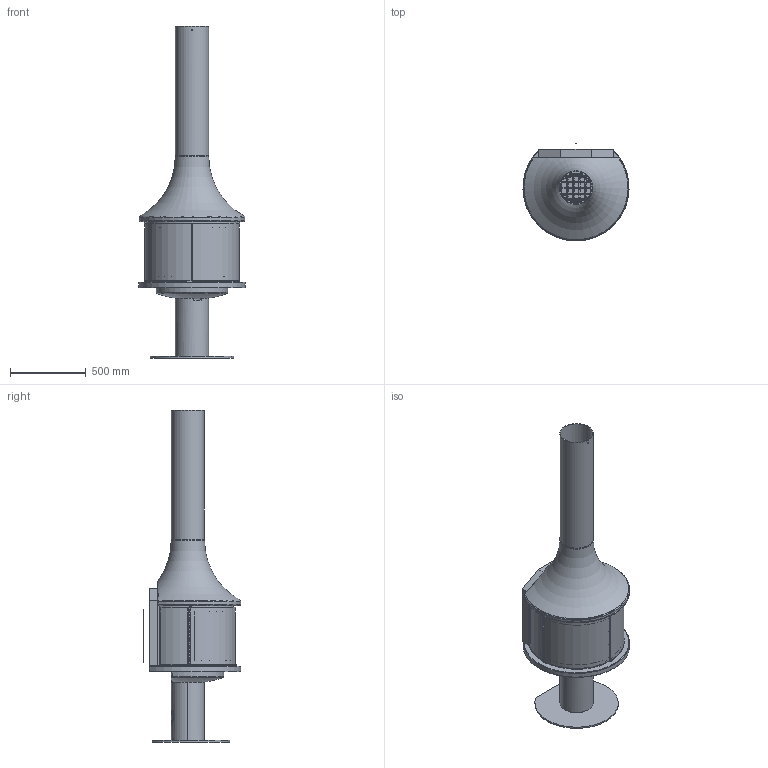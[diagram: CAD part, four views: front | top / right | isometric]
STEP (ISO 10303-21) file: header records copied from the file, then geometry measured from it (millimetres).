
FILE_DESCRIPTION(('STEP AP214'),'1');
FILE_NAME(' sur pied.stp','2017-01-10T09:33:57',(' '),(' '),'Spatial InterOp 3D',' ',' ');
FILE_SCHEMA(('automotive_design'));
Length unit declared in the file: millimetre
Products named in the file (56): Léa 998 Murale Foyer Fermé Sérigraphié sur pied; plateau acier; Fonte partie basse; Hotte 998 SR (Face arrière); arrière gauche Murale SR; MONTANT; MONTANT (Miroir); porte gauche SR; porte droite SR ; Vitre arrière gauche; Vitre arrière droite (Miroir); Vitre porte gauche; Vitre porte droite (Miroir); Pièce 1663; Hotte 998 SR 3; Hotte 998 SR 2; Hotte 998 SR; arrière droite Murale SR 6; arrière droite Murale SR 5; arrière droite Murale SR 4; arrière droite Murale SR 3; arrière droite Murale SR 2; arrière droite Murale SR; haute murale 2; haute murale; Grille 998 M - Copie; Demi grille 20037; Demi grille 20038 version murale; Grille elliptique 20034; 998 Pare-bûche fonte M; Pied; plaque; plaque pleine; pied 3; pied 2; pied
Assembly tree (55 placements, depth 4):
  (unnamed)
    Léa 998 Murale Foyer Fermé Sérigraphié sur pied
      Léa 998 Murale Foyer Fermé Sérigraphié sur pied
      Léa 998 Murale Foyer Fermé Sérigraphié sur pied
      Léa 998 Murale Foyer Fermé Sérigraphié sur pied
      Léa 998 Murale Foyer Fermé Sérigraphié sur pied
      Léa 998 Murale Foyer Fermé Sérigraphié sur pied
    plateau acier
    Fonte partie basse
    Hotte 998 SR (Face arrière)
    arrière gauche Murale SR
    MONTANT
    MONTANT (Miroir)
    porte gauche SR
    porte droite SR 
    Vitre arrière gauche
    Vitre arrière droite (Miroir)
    Vitre porte gauche
    Vitre porte droite (Miroir)
    Pièce 1663
    Hotte 998 SR 3
      Hotte 998 SR 2
      Hotte 998 SR
    arrière droite Murale SR 6
      arrière droite Murale SR 5
      arrière droite Murale SR 4
      arrière droite Murale SR 3
      arrière droite Murale SR 2
      arrière droite Murale SR
    haute murale 2
      Léa 998 Murale Foyer Fermé Sérigraphié sur pied
        Léa 998 Murale Foyer Fermé Sérigraphié sur pied
        Léa 998 Murale Foyer Fermé Sérigraphié sur pied
        Léa 998 Murale Foyer Fermé Sérigraphié sur pied
        Léa 998 Murale Foyer Fermé Sérigraphié sur pied
        Léa 998 Murale Foyer Fermé Sérigraphié sur pied
        Léa 998 Murale Foyer Fermé Sérigraphié sur pied
        Léa 998 Murale Foyer Fermé Sérigraphié sur pied
        Léa 998 Murale Foyer Fermé Sérigraphié sur pied
        Léa 998 Murale Foyer Fermé Sérigraphié sur pied
        Léa 998 Murale Foyer Fermé Sérigraphié sur pied
        Léa 998 Murale Foyer Fermé Sérigraphié sur pied
        Léa 998 Murale Foyer Fermé Sérigraphié sur pied
        Léa 998 Murale Foyer Fermé Sérigraphié sur pied
      haute murale
    Grille 998 M - Copie
      Demi grille 20037
      Demi grille 20038 version murale
      Grille elliptique 20034
      998 Pare-bûche fonte M
    Pied
      plaque
      plaque pleine
      pied 3
        pied 2
        pied
Bounding box: 699.54 x 645.77 x 2190 mm (x, y, z)
Volume: 20195828 mm3; surface area: 8070504.3 mm2
Topology: 29 solids, 52 shells, 4565 faces, 11721 edges, 7056 vertices
Faces by surface type: plane 1278, cylinder 1200, bspline 985, cone 366, torus 308, sphere 200, extrusion 114, revolution 114
Full cylindrical faces by diameter (mm): 3.2 x12, 3.3 x4, 3.5 x18, 4 x24, 4.2 x10, 5 x36, 6 x8, 7 x5, 8 x2, 9.2 x1, 10.5 x4, 79.5 x1, 212 x1, 214.1 x1, 219.1 x1, 220 x1
Entity records: 274565 total; most frequent: CARTESIAN_POINT 138280, ORIENTED_EDGE 22349, DIRECTION 17336, EDGE_CURVE 11218, VERTEX_POINT 6985, AXIS2_PLACEMENT_3D 6515, EDGE_LOOP 5034, FACE_OUTER_BOUND 4692
